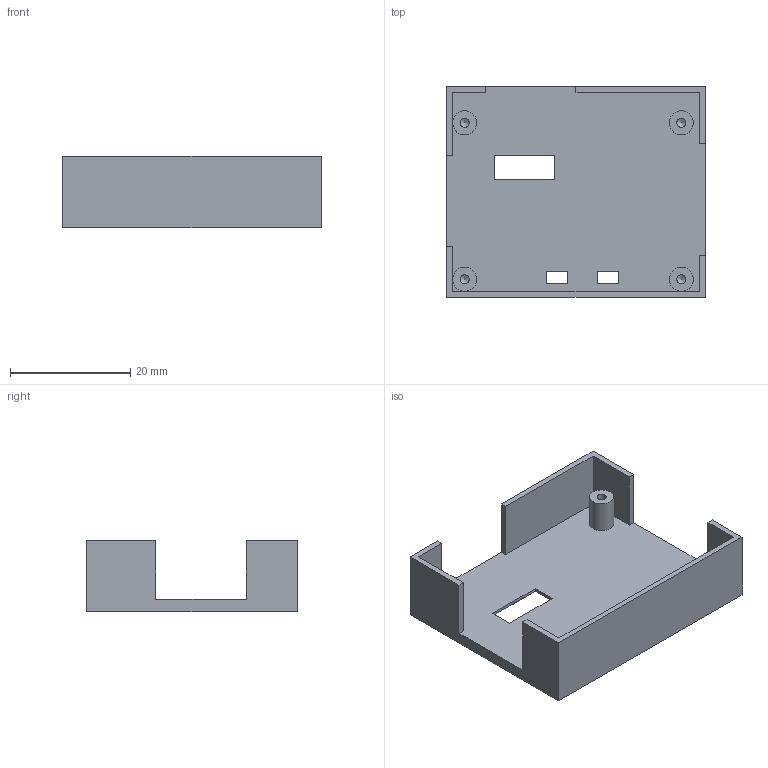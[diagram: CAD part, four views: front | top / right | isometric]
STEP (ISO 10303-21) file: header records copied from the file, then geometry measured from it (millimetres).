
FILE_DESCRIPTION(/* description */ (''),/* implementation_level */ '2;1');
FILE_NAME(/* name */ '',/* time_stamp */ '2025-10-14T09:59:39+08:00',/* author */ (''),/* organization */ (''),/* preprocessor_version */ 'ST-DEVELOPER v20.1',/* originating_system */ 'Autodesk Translation Framework v14.17.0.0',/* authorisation */ '');
FILE_SCHEMA (('AUTOMOTIVE_DESIGN { 1 0 10303 214 3 1 1 }'));
Length unit declared in the file: millimetre
Products named in the file (1): 接收机
Bounding box: 43 x 35 x 11.8 mm (x, y, z)
Volume: 4117.3 mm3; surface area: 5714.6 mm2
Topology: 1 solids, 1 shells, 66 faces, 165 edges, 102 vertices
Faces by surface type: plane 51, cylinder 11, cone 4
Full cylindrical faces by diameter (mm): 1.5 x4, 4 x1
Entity records: 1972 total; most frequent: CARTESIAN_POINT 334, ORIENTED_EDGE 330, DIRECTION 321, EDGE_CURVE 165, LINE 143, VECTOR 143, VERTEX_POINT 102, AXIS2_PLACEMENT_3D 89
